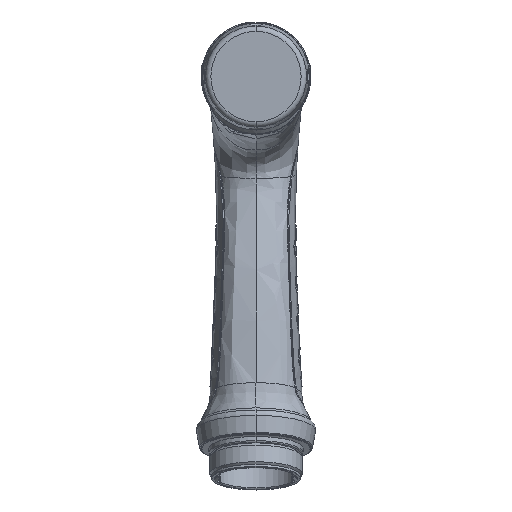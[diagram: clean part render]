
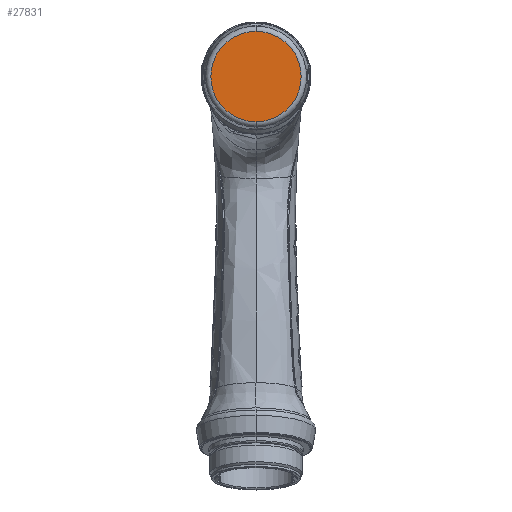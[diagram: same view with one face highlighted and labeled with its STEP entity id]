
A CAD part, top view. The second image highlights one B-rep face of the part: STEP entity #27831.
In plain terms, the highlighted planar face has unit normal (0, 0, 1).
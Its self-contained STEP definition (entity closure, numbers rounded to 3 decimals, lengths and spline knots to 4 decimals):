
#571=CARTESIAN_POINT('',(0.,0.,4.0669));
#572=DIRECTION('',(0.,0.,1.));
#573=DIRECTION('',(0.,1.,0.));
#574=AXIS2_PLACEMENT_3D('',#571,#572,#573);
#576=CARTESIAN_POINT('',(0.,0.,4.0669));
#577=DIRECTION('',(0.,0.,-1.));
#578=DIRECTION('',(0.,1.,0.));
#579=AXIS2_PLACEMENT_3D('',#576,#577,#578);
#27147=CARTESIAN_POINT('',(0.,0.65,4.0669));
#27149=VERTEX_POINT('',#27147);
#27151=CARTESIAN_POINT('',(0.,-0.65,4.0669));
#27153=VERTEX_POINT('',#27151);
#27822=CARTESIAN_POINT('',(0.,0.,4.0669));
#27823=DIRECTION('',(0.,0.,-1.));
#27824=DIRECTION('',(0.,-1.,0.));
#27825=AXIS2_PLACEMENT_3D('',#27822,#27823,#27824);
#27826=PLANE('',#27825);
#27827=ORIENTED_EDGE('',*,*,#27815,.F.);
#27828=ORIENTED_EDGE('',*,*,#27804,.T.);
#27829=EDGE_LOOP('',(#27827,#27828));
#27830=FACE_OUTER_BOUND('',#27829,.F.);
#27831=ADVANCED_FACE('',(#27830),#27826,.F.);
#575=CIRCLE('',#574,0.65);
#580=CIRCLE('',#579,0.65);
#27804=EDGE_CURVE('',#27149,#27153,#580,.T.);
#27815=EDGE_CURVE('',#27149,#27153,#575,.T.);
